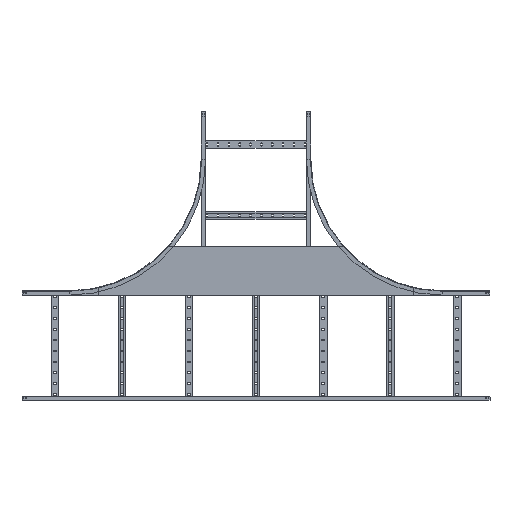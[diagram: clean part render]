
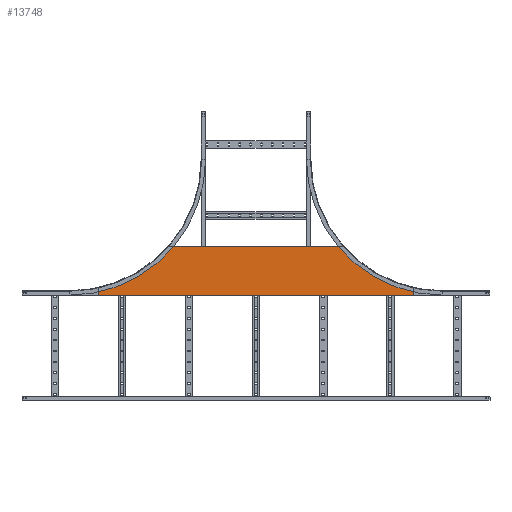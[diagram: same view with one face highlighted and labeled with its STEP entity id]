
A CAD part, front view. The second image highlights one B-rep face of the part: STEP entity #13748.
In plain terms, the highlighted planar face has unit normal (0, -1, 0).
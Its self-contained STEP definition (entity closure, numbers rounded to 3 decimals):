
#65 = EDGE_CURVE ( 'NONE', #11197, #12904, #2205, .T. ) ;
#97 = ORIENTED_EDGE ( 'NONE', *, *, #2226, .T. ) ;
#307 = DIRECTION ( 'NONE',  ( 0., -1., 0. ) ) ;
#986 = CARTESIAN_POINT ( 'NONE',  ( -1040.5, -1.2, -393.2 ) ) ;
#1137 = LINE ( 'NONE', #986, #5671 ) ;
#1155 = CIRCLE ( 'NONE', #7962, 601.8 ) ;
#1877 = ORIENTED_EDGE ( 'NONE', *, *, #8377, .T. ) ;
#2061 = EDGE_CURVE ( 'NONE', #8506, #6648, #1137, .T. ) ;
#2205 = CIRCLE ( 'NONE', #7145, 601.8 ) ;
#2226 = EDGE_CURVE ( 'NONE', #3527, #6648, #3761, .T. ) ;
#2587 = CARTESIAN_POINT ( 'NONE',  ( -848.677, -1.2, 226.8 ) ) ;
#2678 = CARTESIAN_POINT ( 'NONE',  ( 714.118, -1.2, -359.764 ) ) ;
#2912 = CARTESIAN_POINT ( 'NONE',  ( 718., -1.2, -393.2 ) ) ;
#3066 = AXIS2_PLACEMENT_3D ( 'NONE', #5713, #13685, #4606 ) ;
#3085 = EDGE_LOOP ( 'NONE', ( #8754, #9825, #97, #5809, #10902, #1877, #11795, #9969 ) ) ;
#3527 = VERTEX_POINT ( 'NONE', #7877 ) ;
#3533 = DIRECTION ( 'NONE',  ( 0., 0., -1. ) ) ;
#3761 = LINE ( 'NONE', #12586, #13884 ) ;
#4606 = DIRECTION ( 'NONE',  ( 0., 0., 1. ) ) ;
#4799 = VERTEX_POINT ( 'NONE', #9956 ) ;
#4880 = CARTESIAN_POINT ( 'NONE',  ( -560., -1.2, -173.2 ) ) ;
#5421 = PLANE ( 'NONE',  #7158 ) ;
#5671 = VECTOR ( 'NONE', #7485, 1000. ) ;
#5713 = CARTESIAN_POINT ( 'NONE',  ( -713., -1.2, -364.637 ) ) ;
#5809 = ORIENTED_EDGE ( 'NONE', *, *, #2061, .F. ) ;
#6002 = DIRECTION ( 'NONE',  ( -1., 0., 0. ) ) ;
#6487 = VECTOR ( 'NONE', #6002, 1000. ) ;
#6504 = DIRECTION ( 'NONE',  ( 0., 1., 0. ) ) ;
#6648 = VERTEX_POINT ( 'NONE', #6999 ) ;
#6673 = AXIS2_PLACEMENT_3D ( 'NONE', #10760, #7499, #8448 ) ;
#6910 = LINE ( 'NONE', #8822, #13594 ) ;
#6999 = CARTESIAN_POINT ( 'NONE',  ( -718., -1.2, -393.2 ) ) ;
#7145 = AXIS2_PLACEMENT_3D ( 'NONE', #2587, #11532, #9160 ) ;
#7148 = EDGE_CURVE ( 'NONE', #8839, #12904, #9481, .T. ) ;
#7158 = AXIS2_PLACEMENT_3D ( 'NONE', #12034, #6504, #14341 ) ;
#7485 = DIRECTION ( 'NONE',  ( -1., 0., 0. ) ) ;
#7499 = DIRECTION ( 'NONE',  ( 0., -1., 0. ) ) ;
#7877 = CARTESIAN_POINT ( 'NONE',  ( -718., -1.2, -364.637 ) ) ;
#7962 = AXIS2_PLACEMENT_3D ( 'NONE', #12656, #307, #11517 ) ;
#8377 = EDGE_CURVE ( 'NONE', #4799, #10238, #12211, .T. ) ;
#8448 = DIRECTION ( 'NONE',  ( 0., 0., 1. ) ) ;
#8506 = VERTEX_POINT ( 'NONE', #2912 ) ;
#8754 = ORIENTED_EDGE ( 'NONE', *, *, #65, .F. ) ;
#8822 = CARTESIAN_POINT ( 'NONE',  ( 718., -1.2, -395.4 ) ) ;
#8839 = VERTEX_POINT ( 'NONE', #12549 ) ;
#9160 = DIRECTION ( 'NONE',  ( 0., 0., 1. ) ) ;
#9481 = LINE ( 'NONE', #4880, #6487 ) ;
#9825 = ORIENTED_EDGE ( 'NONE', *, *, #12104, .T. ) ;
#9956 = CARTESIAN_POINT ( 'NONE',  ( 718., -1.2, -364.637 ) ) ;
#9969 = ORIENTED_EDGE ( 'NONE', *, *, #7148, .T. ) ;
#10106 = DIRECTION ( 'NONE',  ( 0., 0., -1. ) ) ;
#10238 = VERTEX_POINT ( 'NONE', #2678 ) ;
#10617 = EDGE_CURVE ( 'NONE', #8839, #10238, #1155, .T. ) ;
#10760 = CARTESIAN_POINT ( 'NONE',  ( 713., -1.2, -364.637 ) ) ;
#10902 = ORIENTED_EDGE ( 'NONE', *, *, #14021, .F. ) ;
#11197 = VERTEX_POINT ( 'NONE', #12439 ) ;
#11517 = DIRECTION ( 'NONE',  ( 0., 0., -1. ) ) ;
#11532 = DIRECTION ( 'NONE',  ( 0., -1., 0. ) ) ;
#11795 = ORIENTED_EDGE ( 'NONE', *, *, #10617, .F. ) ;
#12034 = CARTESIAN_POINT ( 'NONE',  ( -848.677, -1.2, 226.8 ) ) ;
#12104 = EDGE_CURVE ( 'NONE', #11197, #3527, #13874, .T. ) ;
#12211 = CIRCLE ( 'NONE', #6673, 5. ) ;
#12347 = FACE_OUTER_BOUND ( 'NONE', #3085, .T. ) ;
#12439 = CARTESIAN_POINT ( 'NONE',  ( -714.118, -1.2, -359.764 ) ) ;
#12549 = CARTESIAN_POINT ( 'NONE',  ( 399.051, -1.2, -173.2 ) ) ;
#12586 = CARTESIAN_POINT ( 'NONE',  ( -718., -1.2, 226.8 ) ) ;
#12656 = CARTESIAN_POINT ( 'NONE',  ( 848.677, -1.2, 226.8 ) ) ;
#12904 = VERTEX_POINT ( 'NONE', #13743 ) ;
#13594 = VECTOR ( 'NONE', #10106, 1000. ) ;
#13685 = DIRECTION ( 'NONE',  ( 0., -1., 0. ) ) ;
#13743 = CARTESIAN_POINT ( 'NONE',  ( -399.051, -1.2, -173.2 ) ) ;
#13748 = ADVANCED_FACE ( 'NONE', ( #12347 ), #5421, .F. ) ;
#13874 = CIRCLE ( 'NONE', #3066, 5. ) ;
#13884 = VECTOR ( 'NONE', #3533, 1000. ) ;
#14021 = EDGE_CURVE ( 'NONE', #4799, #8506, #6910, .T. ) ;
#14341 = DIRECTION ( 'NONE',  ( 0., 0., 1. ) ) ;
